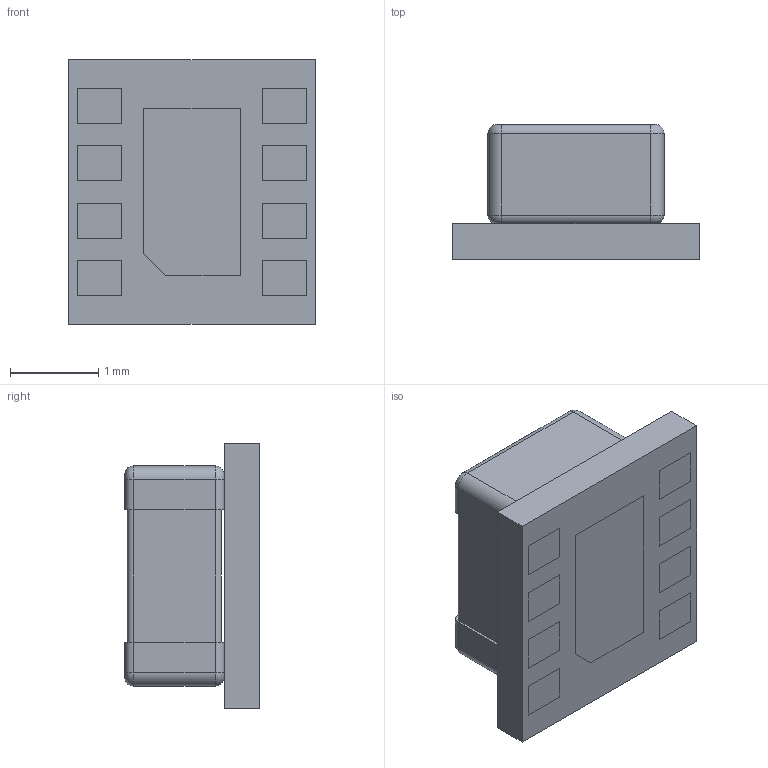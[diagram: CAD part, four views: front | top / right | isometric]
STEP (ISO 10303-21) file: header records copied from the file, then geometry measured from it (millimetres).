
FILE_DESCRIPTION (( 'STEP AP214' ), '1' );
FILE_NAME ('TPS82150SILR.STEP', '2020-09-24T02:24:58', ( '' ), ( '' ), 'SwSTEP 2.0', 'SolidWorks 2017', '' );
FILE_SCHEMA (( 'AUTOMOTIVE_DESIGN' ));
Length unit declared in the file: millimetre
Products named in the file (1): TPS82150SILR
Bounding box: 2.8 x 1.53 x 3 mm (x, y, z)
Volume: 8.7 mm3; surface area: 58.2 mm2
Topology: 13 solids, 13 shells, 153 faces, 338 edges, 220 vertices
Faces by surface type: plane 125, cylinder 20, torus 8
Entity records: 5581 total; most frequent: CARTESIAN_POINT 712, DIRECTION 694, ORIENTED_EDGE 676, EDGE_CURVE 338, VECTOR 290, LINE 290, VERTEX_POINT 220, AXIS2_PLACEMENT_3D 202
